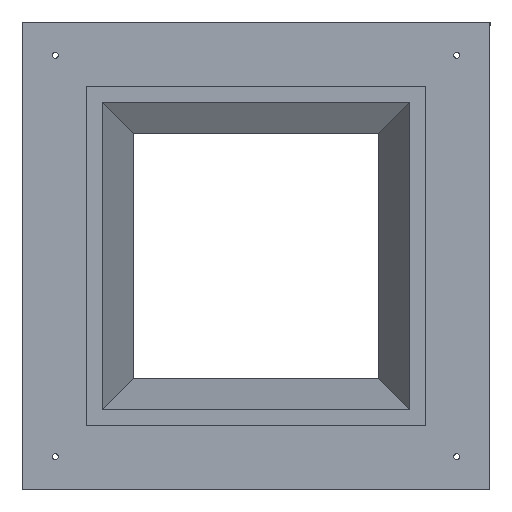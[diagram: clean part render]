
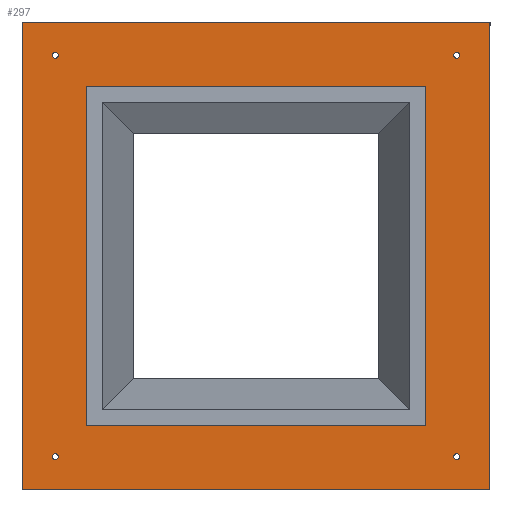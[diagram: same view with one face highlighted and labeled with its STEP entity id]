
A CAD part, front view. The second image highlights one B-rep face of the part: STEP entity #297.
In plain terms, the highlighted planar face has unit normal (0, -1, 0).
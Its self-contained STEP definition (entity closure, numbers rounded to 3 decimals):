
#9 = VERTEX_POINT ( 'NONE', #541 ) ;
#28 = EDGE_CURVE ( 'NONE', #51, #40, #621, .T. ) ;
#40 = VERTEX_POINT ( 'NONE', #611 ) ;
#51 = VERTEX_POINT ( 'NONE', #689 ) ;
#107 = VERTEX_POINT ( 'NONE', #781 ) ;
#109 = VERTEX_POINT ( 'NONE', #780 ) ;
#148 = EDGE_CURVE ( 'NONE', #176, #174, #844, .T. ) ;
#163 = EDGE_CURVE ( 'NONE', #109, #107, #874, .T. ) ;
#174 = VERTEX_POINT ( 'NONE', #848 ) ;
#176 = VERTEX_POINT ( 'NONE', #847 ) ;
#178 = EDGE_CURVE ( 'NONE', #179, #9, #911, .T. ) ;
#179 = VERTEX_POINT ( 'NONE', #906 ) ;
#225 = ORIENTED_EDGE ( 'NONE', *, *, #226, .T. ) ;
#226 = EDGE_CURVE ( 'NONE', #227, #281, #1002, .T. ) ;
#227 = VERTEX_POINT ( 'NONE', #998 ) ;
#268 = ORIENTED_EDGE ( 'NONE', *, *, #269, .F. ) ;
#269 = EDGE_CURVE ( 'NONE', #270, #293, #1056, .T. ) ;
#270 = VERTEX_POINT ( 'NONE', #1052 ) ;
#271 = ORIENTED_EDGE ( 'NONE', *, *, #272, .F. ) ;
#272 = EDGE_CURVE ( 'NONE', #273, #270, #1051, .T. ) ;
#273 = VERTEX_POINT ( 'NONE', #1047 ) ;
#274 = ORIENTED_EDGE ( 'NONE', *, *, #275, .F. ) ;
#275 = EDGE_CURVE ( 'NONE', #294, #273, #1046, .T. ) ;
#276 = EDGE_LOOP ( 'NONE', ( #277, #278 ) ) ;
#277 = ORIENTED_EDGE ( 'NONE', *, *, #163, .T. ) ;
#278 = ORIENTED_EDGE ( 'NONE', *, *, #279, .T. ) ;
#279 = EDGE_CURVE ( 'NONE', #107, #109, #1042, .T. ) ;
#280 = EDGE_LOOP ( 'NONE', ( #335, #336 ) ) ;
#281 = VERTEX_POINT ( 'NONE', #1103 ) ;
#282 = ORIENTED_EDGE ( 'NONE', *, *, #283, .T. ) ;
#283 = EDGE_CURVE ( 'NONE', #281, #284, #1102, .T. ) ;
#284 = VERTEX_POINT ( 'NONE', #1098 ) ;
#285 = ORIENTED_EDGE ( 'NONE', *, *, #286, .T. ) ;
#286 = EDGE_CURVE ( 'NONE', #284, #287, #1097, .T. ) ;
#287 = VERTEX_POINT ( 'NONE', #1093 ) ;
#288 = ORIENTED_EDGE ( 'NONE', *, *, #289, .T. ) ;
#289 = EDGE_CURVE ( 'NONE', #287, #227, #1092, .T. ) ;
#290 = EDGE_LOOP ( 'NONE', ( #291, #268, #271, #274 ) ) ;
#291 = ORIENTED_EDGE ( 'NONE', *, *, #292, .F. ) ;
#292 = EDGE_CURVE ( 'NONE', #293, #294, #1088, .T. ) ;
#293 = VERTEX_POINT ( 'NONE', #1084 ) ;
#294 = VERTEX_POINT ( 'NONE', #1083 ) ;
#297 = ADVANCED_FACE ( 'NONE', ( #1076, #1075, #1074, #1073, #1072, #1071 ), #1082, .T. ) ;
#298 = EDGE_LOOP ( 'NONE', ( #299, #300 ) ) ;
#299 = ORIENTED_EDGE ( 'NONE', *, *, #178, .T. ) ;
#300 = ORIENTED_EDGE ( 'NONE', *, *, #301, .T. ) ;
#301 = EDGE_CURVE ( 'NONE', #9, #179, #1130, .T. ) ;
#302 = EDGE_LOOP ( 'NONE', ( #303, #304 ) ) ;
#303 = ORIENTED_EDGE ( 'NONE', *, *, #148, .T. ) ;
#304 = ORIENTED_EDGE ( 'NONE', *, *, #305, .T. ) ;
#305 = EDGE_CURVE ( 'NONE', #174, #176, #1126, .T. ) ;
#306 = EDGE_LOOP ( 'NONE', ( #225, #282, #285, #288 ) ) ;
#335 = ORIENTED_EDGE ( 'NONE', *, *, #28, .T. ) ;
#336 = ORIENTED_EDGE ( 'NONE', *, *, #337, .T. ) ;
#337 = EDGE_CURVE ( 'NONE', #40, #51, #1195, .T. ) ;
#541 = CARTESIAN_POINT ( 'NONE',  ( 450., 0., -443.5 ) ) ;
#611 = CARTESIAN_POINT ( 'NONE',  ( -450., 0., -443.5 ) ) ;
#617 = DIRECTION ( 'NONE',  ( 0., 0., 1. ) ) ;
#618 = DIRECTION ( 'NONE',  ( 0., 1., 0. ) ) ;
#619 = CARTESIAN_POINT ( 'NONE',  ( -450., 0., -450. ) ) ;
#620 = AXIS2_PLACEMENT_3D ( 'NONE', #619, #618, #617 ) ;
#621 = CIRCLE ( 'NONE', #620, 6.5 ) ;
#689 = CARTESIAN_POINT ( 'NONE',  ( -450., 0., -456.5 ) ) ;
#780 = CARTESIAN_POINT ( 'NONE',  ( 450., 0., 443.5 ) ) ;
#781 = CARTESIAN_POINT ( 'NONE',  ( 450., 0., 456.5 ) ) ;
#840 = DIRECTION ( 'NONE',  ( 0., 0., 1. ) ) ;
#841 = DIRECTION ( 'NONE',  ( 0., 1., 0. ) ) ;
#842 = CARTESIAN_POINT ( 'NONE',  ( -450., 0., 450. ) ) ;
#843 = AXIS2_PLACEMENT_3D ( 'NONE', #842, #841, #840 ) ;
#844 = CIRCLE ( 'NONE', #843, 6.5 ) ;
#847 = CARTESIAN_POINT ( 'NONE',  ( -450., 0., 443.5 ) ) ;
#848 = CARTESIAN_POINT ( 'NONE',  ( -450., 0., 456.5 ) ) ;
#870 = DIRECTION ( 'NONE',  ( 0., 0., 1. ) ) ;
#871 = DIRECTION ( 'NONE',  ( 0., 1., 0. ) ) ;
#872 = CARTESIAN_POINT ( 'NONE',  ( 450., 0., 450. ) ) ;
#873 = AXIS2_PLACEMENT_3D ( 'NONE', #872, #871, #870 ) ;
#874 = CIRCLE ( 'NONE', #873, 6.5 ) ;
#906 = CARTESIAN_POINT ( 'NONE',  ( 450., 0., -456.5 ) ) ;
#907 = DIRECTION ( 'NONE',  ( 0., 0., 1. ) ) ;
#908 = DIRECTION ( 'NONE',  ( 0., 1., 0. ) ) ;
#909 = CARTESIAN_POINT ( 'NONE',  ( 450., 0., -450. ) ) ;
#910 = AXIS2_PLACEMENT_3D ( 'NONE', #909, #908, #907 ) ;
#911 = CIRCLE ( 'NONE', #910, 6.5 ) ;
#998 = CARTESIAN_POINT ( 'NONE',  ( -525., 0., 525. ) ) ;
#999 = DIRECTION ( 'NONE',  ( 0., 0., -1. ) ) ;
#1000 = VECTOR ( 'NONE', #999, 1000. ) ;
#1001 = CARTESIAN_POINT ( 'NONE',  ( -525., 0., 950. ) ) ;
#1002 = LINE ( 'NONE', #1001, #1000 ) ;
#1039 = DIRECTION ( 'NONE',  ( 0., 1., 0. ) ) ;
#1040 = CARTESIAN_POINT ( 'NONE',  ( 450., 0., 450. ) ) ;
#1041 = AXIS2_PLACEMENT_3D ( 'NONE', #1040, #1039, #1104 ) ;
#1042 = CIRCLE ( 'NONE', #1041, 6.5 ) ;
#1043 = DIRECTION ( 'NONE',  ( 0., 0., 1. ) ) ;
#1044 = VECTOR ( 'NONE', #1043, 1000. ) ;
#1045 = CARTESIAN_POINT ( 'NONE',  ( 380., 0., -950. ) ) ;
#1046 = LINE ( 'NONE', #1045, #1044 ) ;
#1047 = CARTESIAN_POINT ( 'NONE',  ( 380., 0., 380. ) ) ;
#1048 = DIRECTION ( 'NONE',  ( -1., 0., 0. ) ) ;
#1049 = VECTOR ( 'NONE', #1048, 1000. ) ;
#1050 = CARTESIAN_POINT ( 'NONE',  ( 950., 0., 380. ) ) ;
#1051 = LINE ( 'NONE', #1050, #1049 ) ;
#1052 = CARTESIAN_POINT ( 'NONE',  ( -380., 0., 380. ) ) ;
#1053 = DIRECTION ( 'NONE',  ( 0., 0., -1. ) ) ;
#1054 = VECTOR ( 'NONE', #1053, 1000. ) ;
#1055 = CARTESIAN_POINT ( 'NONE',  ( -380., 0., 950. ) ) ;
#1056 = LINE ( 'NONE', #1055, #1054 ) ;
#1069 = CARTESIAN_POINT ( 'NONE',  ( -380., 0., 950. ) ) ;
#1070 = AXIS2_PLACEMENT_3D ( 'NONE', #1069, #1132, #1131 ) ;
#1071 = FACE_BOUND ( 'NONE', #280, .T. ) ;
#1072 = FACE_BOUND ( 'NONE', #276, .T. ) ;
#1073 = FACE_BOUND ( 'NONE', #290, .T. ) ;
#1074 = FACE_OUTER_BOUND ( 'NONE', #306, .T. ) ;
#1075 = FACE_BOUND ( 'NONE', #302, .T. ) ;
#1076 = FACE_BOUND ( 'NONE', #298, .T. ) ;
#1082 = PLANE ( 'NONE',  #1070 ) ;
#1083 = CARTESIAN_POINT ( 'NONE',  ( 380., 0., -380. ) ) ;
#1084 = CARTESIAN_POINT ( 'NONE',  ( -380., 0., -380. ) ) ;
#1085 = DIRECTION ( 'NONE',  ( 1., 0., 0. ) ) ;
#1086 = VECTOR ( 'NONE', #1085, 1000. ) ;
#1087 = CARTESIAN_POINT ( 'NONE',  ( -950., 0., -380. ) ) ;
#1088 = LINE ( 'NONE', #1087, #1086 ) ;
#1089 = DIRECTION ( 'NONE',  ( -1., 0., 0. ) ) ;
#1090 = VECTOR ( 'NONE', #1089, 1000. ) ;
#1091 = CARTESIAN_POINT ( 'NONE',  ( 950., 0., 525. ) ) ;
#1092 = LINE ( 'NONE', #1091, #1090 ) ;
#1093 = CARTESIAN_POINT ( 'NONE',  ( 525., 0., 525. ) ) ;
#1094 = DIRECTION ( 'NONE',  ( 0., 0., 1. ) ) ;
#1095 = VECTOR ( 'NONE', #1094, 1000. ) ;
#1096 = CARTESIAN_POINT ( 'NONE',  ( 525., 0., -950. ) ) ;
#1097 = LINE ( 'NONE', #1096, #1095 ) ;
#1098 = CARTESIAN_POINT ( 'NONE',  ( 525., 0., -525. ) ) ;
#1099 = DIRECTION ( 'NONE',  ( 1., 0., 0. ) ) ;
#1100 = VECTOR ( 'NONE', #1099, 1000. ) ;
#1101 = CARTESIAN_POINT ( 'NONE',  ( -950., 0., -525. ) ) ;
#1102 = LINE ( 'NONE', #1101, #1100 ) ;
#1103 = CARTESIAN_POINT ( 'NONE',  ( -525., 0., -525. ) ) ;
#1104 = DIRECTION ( 'NONE',  ( 0., 0., 1. ) ) ;
#1122 = DIRECTION ( 'NONE',  ( 0., 0., 1. ) ) ;
#1123 = DIRECTION ( 'NONE',  ( 0., 1., 0. ) ) ;
#1124 = CARTESIAN_POINT ( 'NONE',  ( -450., 0., 450. ) ) ;
#1125 = AXIS2_PLACEMENT_3D ( 'NONE', #1124, #1123, #1122 ) ;
#1126 = CIRCLE ( 'NONE', #1125, 6.5 ) ;
#1127 = DIRECTION ( 'NONE',  ( 0., 0., 1. ) ) ;
#1128 = DIRECTION ( 'NONE',  ( 0., 1., 0. ) ) ;
#1129 = AXIS2_PLACEMENT_3D ( 'NONE', #1133, #1128, #1127 ) ;
#1130 = CIRCLE ( 'NONE', #1129, 6.5 ) ;
#1131 = DIRECTION ( 'NONE',  ( 0., 0., -1. ) ) ;
#1132 = DIRECTION ( 'NONE',  ( 0., -1., 0. ) ) ;
#1133 = CARTESIAN_POINT ( 'NONE',  ( 450., 0., -450. ) ) ;
#1191 = DIRECTION ( 'NONE',  ( 0., 0., 1. ) ) ;
#1192 = DIRECTION ( 'NONE',  ( 0., 1., 0. ) ) ;
#1193 = CARTESIAN_POINT ( 'NONE',  ( -450., 0., -450. ) ) ;
#1194 = AXIS2_PLACEMENT_3D ( 'NONE', #1193, #1192, #1191 ) ;
#1195 = CIRCLE ( 'NONE', #1194, 6.5 ) ;
